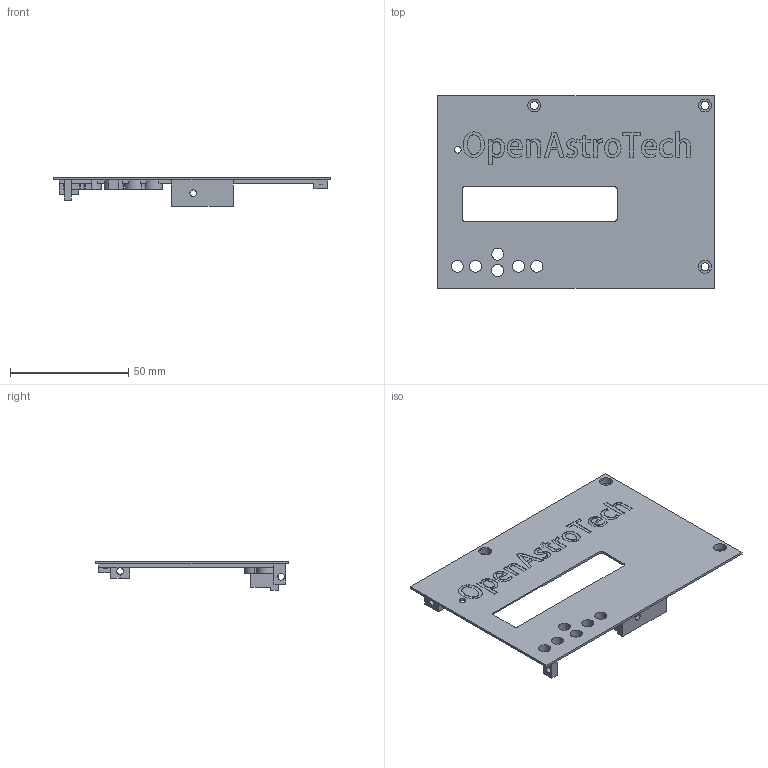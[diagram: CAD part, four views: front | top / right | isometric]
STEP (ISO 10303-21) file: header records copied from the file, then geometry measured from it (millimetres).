
FILE_DESCRIPTION (( 'STEP AP203' ), '1' );
FILE_NAME ('c3_top.step', '2021-01-10T11:56:14', ( '' ), ( '' ), 'SwSTEP 2.0', 'SolidWorks 2020', '' );
FILE_SCHEMA (( 'CONFIG_CONTROL_DESIGN' ));
Length unit declared in the file: millimetre
Products named in the file (1): c3_top
Bounding box: 117 x 81.36 x 12.23 mm (x, y, z)
Volume: 13737.4 mm3; surface area: 21025.2 mm2
Topology: 1 solids, 1 shells, 326 faces, 899 edges, 598 vertices
Faces by surface type: plane 185, bspline 84, cylinder 57
Entity records: 14545 total; most frequent: CARTESIAN_POINT 6560, ORIENTED_EDGE 1798, DIRECTION 1338, EDGE_CURVE 899, VECTOR 602, LINE 602, VERTEX_POINT 598, EDGE_LOOP 377
